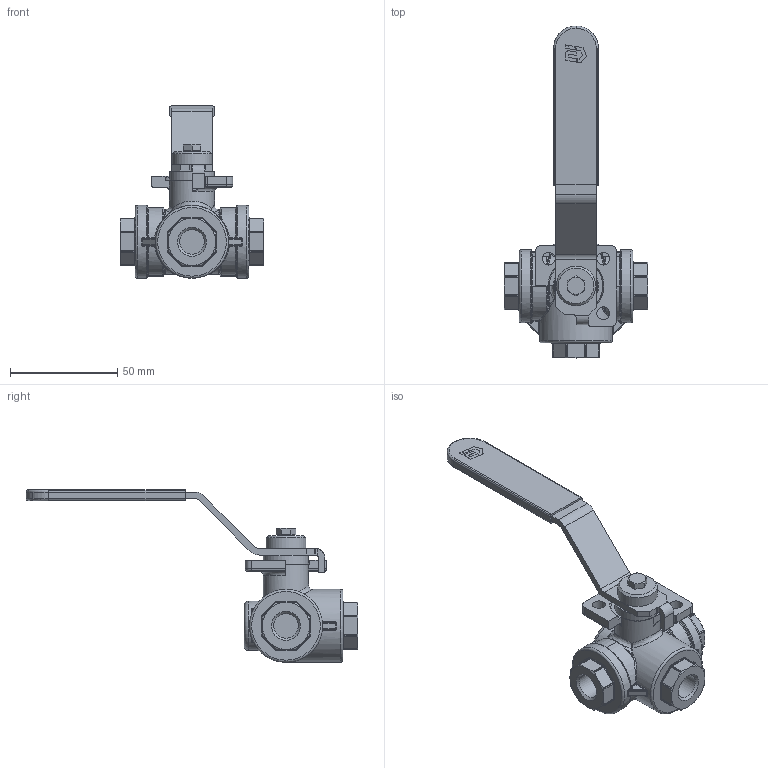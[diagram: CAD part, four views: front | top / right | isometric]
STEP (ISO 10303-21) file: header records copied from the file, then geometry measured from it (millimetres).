
FILE_DESCRIPTION(('HOOPS Exchange Step'),'2;1');
FILE_NAME('GK0800_DN08.stp','2025-11-12T14:58:21+01:00',('nieru'),('Unknown organisation'),'HOOPS Exchange 2024.2','HOOPS Exchange','Unknown authorisation');
FILE_SCHEMA( ('AP203_CONFIGURATION_CONTROLLED_3D_DESIGN_OF_MECHANICAL_PARTS_AND_ASSEMBLIES_MIM_LF') );
Length unit declared in the file: millimetre
Products named in the file (2): 0; root
Assembly tree (1 placements, depth 2):
  root
    0
Bounding box: 67 x 154.6 x 80.45 mm (x, y, z)
Volume: 84586.4 mm3; surface area: 22274 mm2
Topology: 1 solids, 1 shells, 1140 faces, 3037 edges, 1885 vertices
Faces by surface type: plane 362, bspline 356, cylinder 269, torus 67, cone 64, sphere 22
Full cylindrical faces by diameter (mm): 6 x3, 6.88 x1, 11.45 x3, 18.5 x1, 21 x2, 23 x1, 34 x3
Entity records: 43599 total; most frequent: CARTESIAN_POINT 18417, ORIENTED_EDGE 5970, DIRECTION 3967, EDGE_CURVE 2985, VERTEX_POINT 1885, VECTOR 1343, LINE 1343, AXIS2_PLACEMENT_3D 1312
